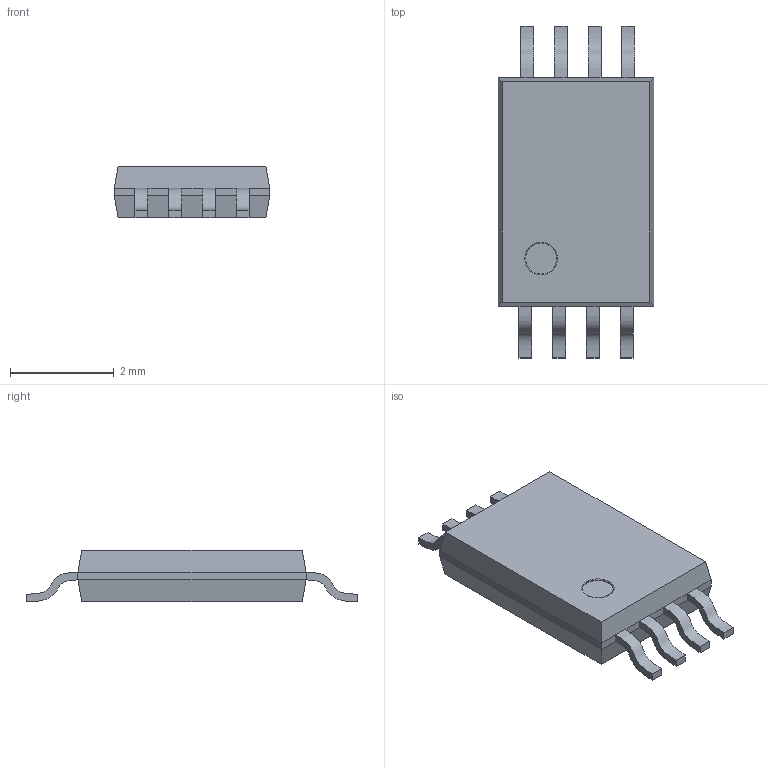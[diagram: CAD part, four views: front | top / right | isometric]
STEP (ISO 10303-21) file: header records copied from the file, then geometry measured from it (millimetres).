
FILE_DESCRIPTION (( 'STEP AP214' ), '1' );
FILE_NAME ('TSSOP8.STEP', '2023-07-14T12:39:25', ( 'user' ), ( '' ), 'SwSTEP 2.0', 'SolidWorks 2012', '' );
FILE_SCHEMA (( 'AUTOMOTIVE_DESIGN' ));
Length unit declared in the file: millimetre
Products named in the file (1): TSSOP8
Bounding box: 3 x 6.4 x 1 mm (x, y, z)
Volume: 13.1 mm3; surface area: 46.4 mm2
Topology: 1 solids, 1 shells, 59 faces, 142 edges, 86 vertices
Faces by surface type: plane 39, bspline 16, torus 2, cylinder 2
Entity records: 3395 total; most frequent: CARTESIAN_POINT 1456, ORIENTED_EDGE 284, DIRECTION 206, EDGE_CURVE 142, VECTOR 102, LINE 102, VERTEX_POINT 86, UNCERTAINTY_MEASURE_WITH_UNIT 62
